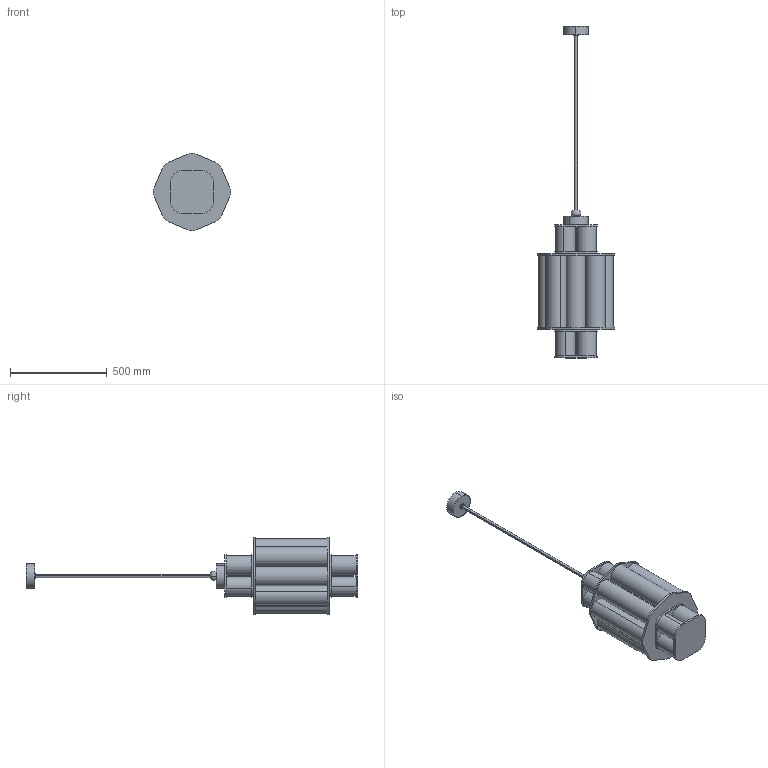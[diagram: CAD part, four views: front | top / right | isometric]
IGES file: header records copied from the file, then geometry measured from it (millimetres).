
Start section: SolidWorks IGES file using analytic representation for surfaces
Global section: file name: BAURC1 - Bauer Chandelier 01.IGS; native system: SolidWorks 2015; preprocessor: SolidWorks 2015; author: Design; date: 190430.143421; units: millimetre
Bounding box: 399.06 x 1715.29 x 399.4 mm (x, y, z)
Volume: 38184087.5 mm3; surface area: 1840938.8 mm2
Topology: 1 solids, 1 shells, 476 faces, 1196 edges, 748 vertices
Faces by surface type: revolution 276, plane 200
